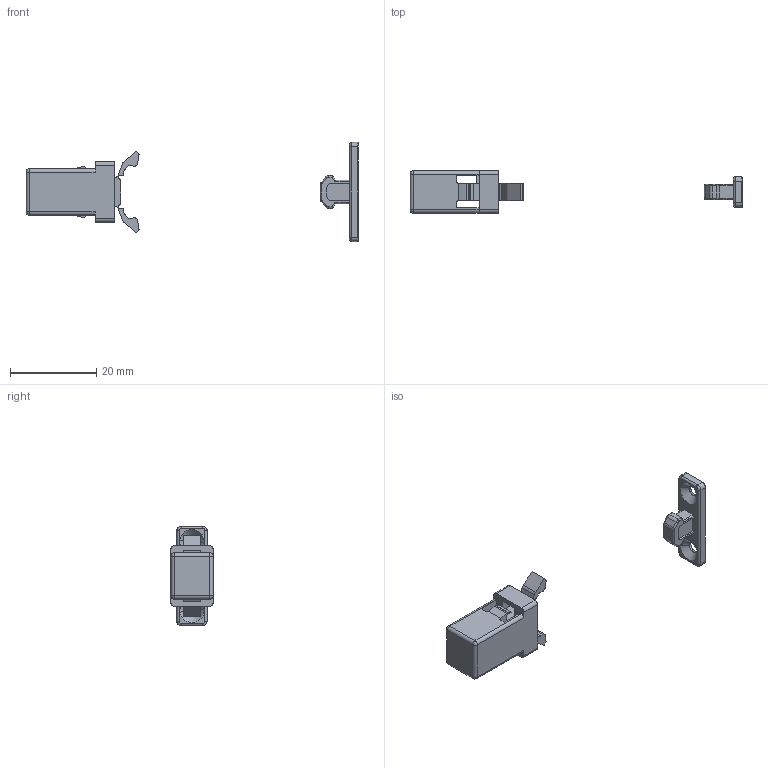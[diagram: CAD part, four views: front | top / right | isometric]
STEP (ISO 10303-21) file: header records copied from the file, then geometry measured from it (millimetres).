
FILE_DESCRIPTION((''),'2;1');
FILE_NAME('','2005-07-15T16:23:11',(''),(''),'','CADfix','');
FILE_SCHEMA(('AUTOMOTIVE_DESIGN'));
Length unit declared in the file: millimetre
Products named in the file (4): keeper; housing; arm; TL_297_1_6968_36
Assembly tree (3 placements, depth 2):
  TL_297_1_6968_36
    keeper
    housing
    arm
Bounding box: 76.96 x 9.8 x 23 mm (x, y, z)
Volume: 2217.9 mm3; surface area: 2760.7 mm2
Topology: 3 solids, 3 shells, 194 faces, 528 edges, 338 vertices
Faces by surface type: bspline 194
Entity records: 5956 total; most frequent: CARTESIAN_POINT 2866, ORIENTED_EDGE 1056, EDGE_CURVE 528, QUASI_UNIFORM_CURVE 358, VERTEX_POINT 338, EDGE_LOOP 202, FACE_OUTER_BOUND 194, ADVANCED_FACE 194
